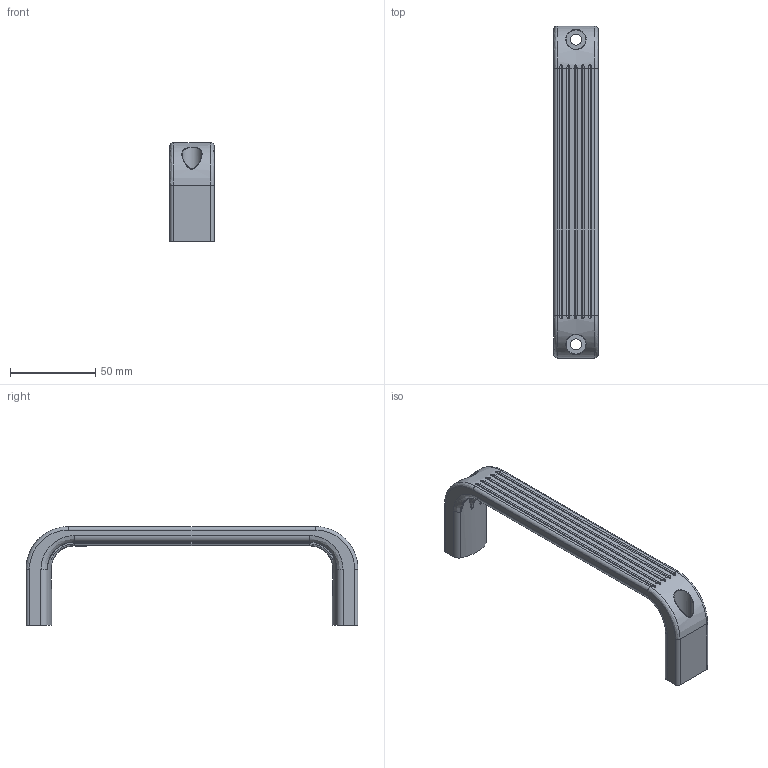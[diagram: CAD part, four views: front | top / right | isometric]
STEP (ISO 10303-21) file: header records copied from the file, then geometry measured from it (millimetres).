
FILE_DESCRIPTION (( 'STEP AP203' ), '1' );
FILE_NAME ('402525766_c_1.STEP', '2023-03-31T13:35:29', ( '' ), ( '' ), 'SwSTEP 2.0', 'SolidWorks 2014', '' );
FILE_SCHEMA (( 'CONFIG_CONTROL_DESIGN' ));
Length unit declared in the file: millimetre
Products named in the file (1): 402525766_c_1
Bounding box: 26 x 195 x 58 mm (x, y, z)
Surface area: 31023.9 mm2 (no closed solid volume)
Topology: 0 solids, 2 shells, 315 faces, 842 edges, 536 vertices
Faces by surface type: plane 159, cylinder 86, bspline 68, cone 2
Entity records: 13702 total; most frequent: CARTESIAN_POINT 6309, ORIENTED_EDGE 1672, DIRECTION 1369, EDGE_CURVE 838, VERTEX_POINT 536, AXIS2_PLACEMENT_3D 471, LINE 427, VECTOR 427
